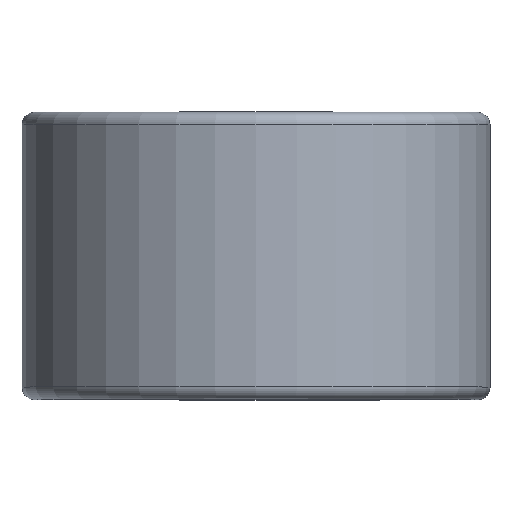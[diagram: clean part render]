
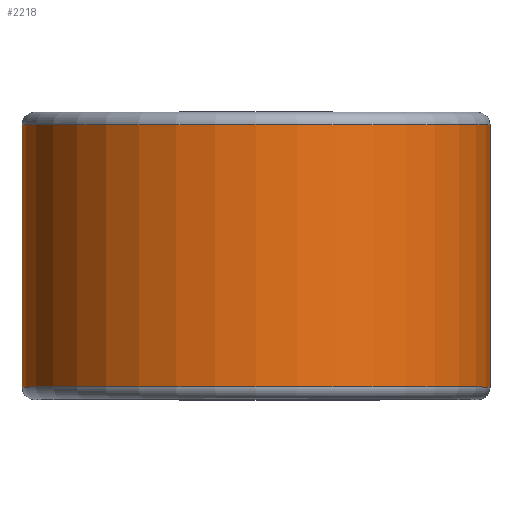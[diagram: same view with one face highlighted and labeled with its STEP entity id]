
A CAD part, top view. The second image highlights one B-rep face of the part: STEP entity #2218.
In plain terms, the highlighted cylindrical face has radius 14.224 mm (diameter 28.448 mm), a partial arc.
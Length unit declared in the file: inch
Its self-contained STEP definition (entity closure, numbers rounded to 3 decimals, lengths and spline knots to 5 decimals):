
#28 = CARTESIAN_POINT ( 'NONE',  ( 0.56, 0.31375, 0. ) ) ;
#175 = DIRECTION ( 'NONE',  ( 0., 0., -1. ) ) ;
#200 = CARTESIAN_POINT ( 'NONE',  ( 0., 0.31375, 0. ) ) ;
#351 = DIRECTION ( 'NONE',  ( 0., -1., 0. ) ) ;
#387 = DIRECTION ( 'NONE',  ( 0., 0., -1. ) ) ;
#576 = EDGE_CURVE ( 'NONE', #1619, #2285, #1888, .T. ) ;
#660 = ORIENTED_EDGE ( 'NONE', *, *, #1156, .T. ) ;
#666 = EDGE_CURVE ( 'NONE', #901, #1619, #1356, .T. ) ;
#747 = CARTESIAN_POINT ( 'NONE',  ( 0., 0.31375, -0.56 ) ) ;
#771 = DIRECTION ( 'NONE',  ( 0., -1., 0. ) ) ;
#880 = VERTEX_POINT ( 'NONE', #1262 ) ;
#901 = VERTEX_POINT ( 'NONE', #1084 ) ;
#1084 = CARTESIAN_POINT ( 'NONE',  ( 0.56, -0.31375, 0. ) ) ;
#1127 = DIRECTION ( 'NONE',  ( 0., 1., 0. ) ) ;
#1156 = EDGE_CURVE ( 'NONE', #880, #2285, #1289, .T. ) ;
#1221 = ORIENTED_EDGE ( 'NONE', *, *, #666, .F. ) ;
#1262 = CARTESIAN_POINT ( 'NONE',  ( 0.56, 0.31375, 0. ) ) ;
#1289 = CIRCLE ( 'NONE', #2060, 0.56 ) ;
#1356 = CIRCLE ( 'NONE', #1939, 0.56 ) ;
#1447 = DIRECTION ( 'NONE',  ( 0., -1., 0. ) ) ;
#1449 = CARTESIAN_POINT ( 'NONE',  ( 0., 0.31375, -0.56 ) ) ;
#1498 = ORIENTED_EDGE ( 'NONE', *, *, #2307, .T. ) ;
#1517 = FACE_OUTER_BOUND ( 'NONE', #1882, .T. ) ;
#1619 = VERTEX_POINT ( 'NONE', #1710 ) ;
#1679 = CYLINDRICAL_SURFACE ( 'NONE', #1978, 0.56 ) ;
#1710 = CARTESIAN_POINT ( 'NONE',  ( 0., -0.31375, -0.56 ) ) ;
#1829 = CARTESIAN_POINT ( 'NONE',  ( 0., -0.31375, 0. ) ) ;
#1860 = VECTOR ( 'NONE', #2010, 39.37008 ) ;
#1882 = EDGE_LOOP ( 'NONE', ( #1498, #660, #2295, #1221 ) ) ;
#1888 = LINE ( 'NONE', #747, #1860 ) ;
#1939 = AXIS2_PLACEMENT_3D ( 'NONE', #1829, #771, #2038 ) ;
#1978 = AXIS2_PLACEMENT_3D ( 'NONE', #2143, #351, #175 ) ;
#2004 = VECTOR ( 'NONE', #1127, 39.37008 ) ;
#2010 = DIRECTION ( 'NONE',  ( 0., 1., 0. ) ) ;
#2031 = LINE ( 'NONE', #28, #2004 ) ;
#2038 = DIRECTION ( 'NONE',  ( 0., 0., -1. ) ) ;
#2060 = AXIS2_PLACEMENT_3D ( 'NONE', #200, #1447, #387 ) ;
#2143 = CARTESIAN_POINT ( 'NONE',  ( 0., 0.3125, 0. ) ) ;
#2218 = ADVANCED_FACE ( 'NONE', ( #1517 ), #1679, .T. ) ;
#2285 = VERTEX_POINT ( 'NONE', #1449 ) ;
#2295 = ORIENTED_EDGE ( 'NONE', *, *, #576, .F. ) ;
#2307 = EDGE_CURVE ( 'NONE', #901, #880, #2031, .T. ) ;
